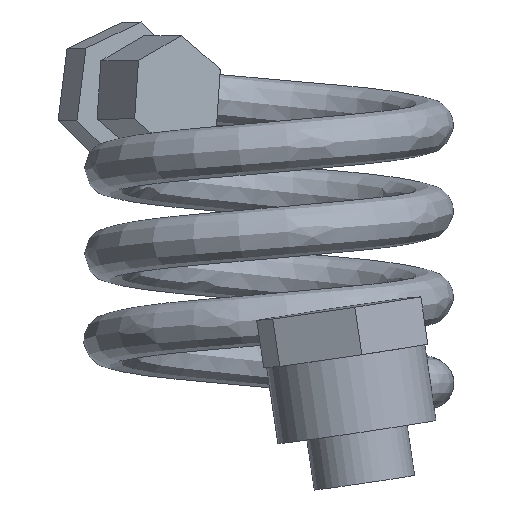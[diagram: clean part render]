
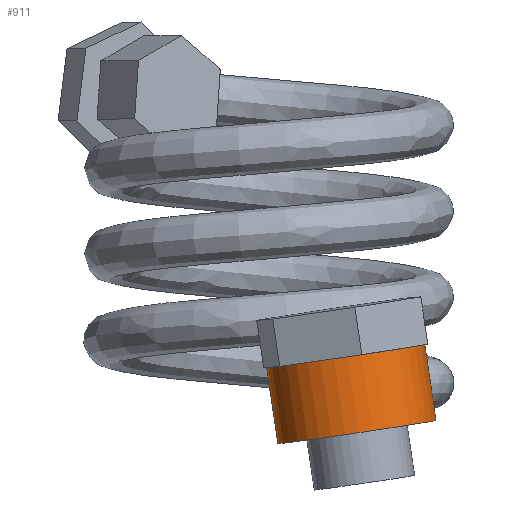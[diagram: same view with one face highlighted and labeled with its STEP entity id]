
A CAD part, left-side view. The second image highlights one B-rep face of the part: STEP entity #911.
In plain terms, the highlighted cylindrical face has radius 5 mm (diameter 10 mm), a full revolution.
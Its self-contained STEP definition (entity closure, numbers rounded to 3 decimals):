
#117=CIRCLE('',#1057,5.);
#118=CIRCLE('',#1058,5.);
#425=ORIENTED_EDGE('',*,*,#550,.T.);
#426=ORIENTED_EDGE('',*,*,#551,.F.);
#427=ORIENTED_EDGE('',*,*,#552,.T.);
#550=EDGE_CURVE('',#631,#631,#117,.T.);
#551=EDGE_CURVE('',#632,#632,#118,.T.);
#552=EDGE_CURVE('',#633,#633,#655,.T.);
#631=VERTEX_POINT('',#1568);
#632=VERTEX_POINT('',#1570);
#633=VERTEX_POINT('',#1582);
#655=B_SPLINE_CURVE_WITH_KNOTS('',3,(#1571,#1572,#1573,#1574,#1575,#1576,
#1577,#1578,#1579,#1580,#1581),.UNSPECIFIED.,.T.,.F.,(1,1,1,1,1,1,1,1,1,
1,1,1,1,1,1),(-0.004,-0.002,-0.001,
0.,0.001,0.002,0.004,0.005,
0.006,0.007,0.009,0.01,
0.011,0.012,0.014),.UNSPECIFIED.);
#725=EDGE_LOOP('',(#425));
#726=EDGE_LOOP('',(#426));
#727=EDGE_LOOP('',(#427));
#821=FACE_BOUND('',#725,.T.);
#822=FACE_BOUND('',#726,.T.);
#823=FACE_BOUND('',#727,.T.);
#864=CYLINDRICAL_SURFACE('',#1056,5.);
#911=ADVANCED_FACE('',(#821,#822,#823),#864,.T.);
#1056=AXIS2_PLACEMENT_3D('',#1566,#1280,#1281);
#1057=AXIS2_PLACEMENT_3D('',#1567,#1282,#1283);
#1058=AXIS2_PLACEMENT_3D('',#1569,#1284,#1285);
#1280=DIRECTION('',(0.,-1.,0.));
#1281=DIRECTION('',(0.,0.,-1.));
#1282=DIRECTION('',(0.,1.,0.));
#1283=DIRECTION('',(0.,0.,1.));
#1284=DIRECTION('',(0.,1.,0.));
#1285=DIRECTION('',(0.,0.,1.));
#1566=CARTESIAN_POINT('',(0.,4.8,0.));
#1567=CARTESIAN_POINT('',(0.,0.,0.));
#1568=CARTESIAN_POINT('',(0.,0.,5.));
#1569=CARTESIAN_POINT('',(0.,4.8,0.));
#1570=CARTESIAN_POINT('',(0.,4.8,5.));
#1571=CARTESIAN_POINT('',(-4.874,3.644,1.244));
#1572=CARTESIAN_POINT('',(-4.675,2.4,1.76));
#1573=CARTESIAN_POINT('',(-4.874,1.156,1.243));
#1574=CARTESIAN_POINT('',(-5.063,0.641,0.002));
#1575=CARTESIAN_POINT('',(-4.874,1.157,-1.245));
#1576=CARTESIAN_POINT('',(-4.675,2.399,-1.759));
#1577=CARTESIAN_POINT('',(-4.874,3.643,-1.245));
#1578=CARTESIAN_POINT('',(-5.063,4.159,0.));
#1579=CARTESIAN_POINT('',(-4.874,3.644,1.244));
#1580=CARTESIAN_POINT('',(-4.675,2.4,1.76));
#1581=CARTESIAN_POINT('',(-4.874,1.156,1.243));
#1582=CARTESIAN_POINT('',(-4.741,2.4,1.588));
